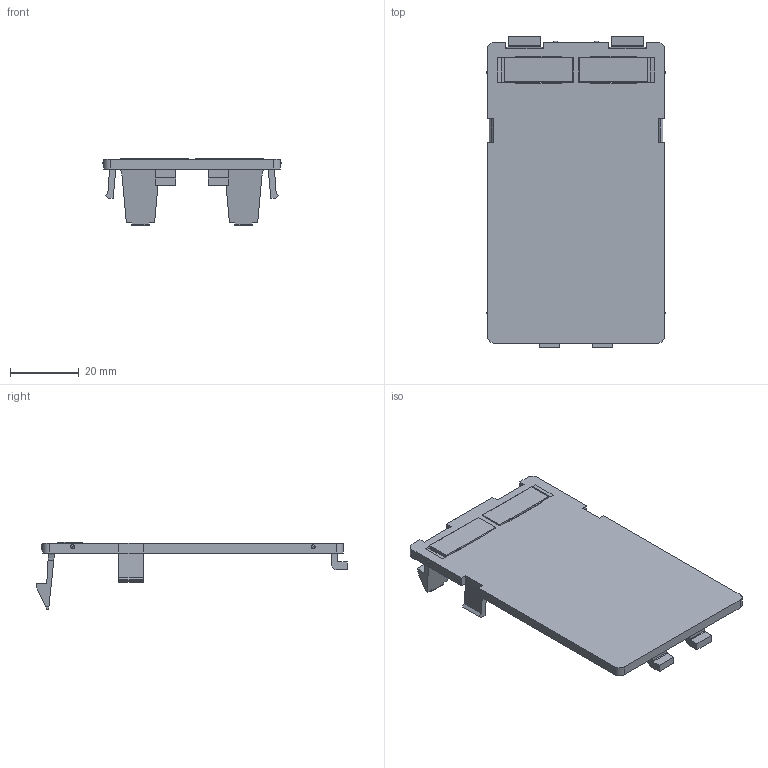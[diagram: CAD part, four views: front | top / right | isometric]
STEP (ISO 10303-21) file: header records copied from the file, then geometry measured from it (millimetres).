
FILE_DESCRIPTION(('CATIA V5 STEP Exchange','CAx-IF Rec.Pracs.--- Model Styling and Organization---1.4--- 2014-01-23'),'2;1');
FILE_NAME ('013604-3_2_1450710000_1450710000.stp','2019-10-09T17:06:44+00:00',('none'),('Weidmueller'),'CATIA Version 5-6 Release 2016 SP3 HF44','CATIA V5 STEP AP214','none');
FILE_SCHEMA(('AUTOMOTIVE_DESIGN { 1 0 10303 214 1 1 1 1 }'));
Length unit declared in the file: millimetre
Products named in the file (1): 1450710000
Bounding box: 51.9 x 90.5 x 19.58 mm (x, y, z)
Volume: 13387.3 mm3; surface area: 11828.7 mm2
Topology: 3 solids, 3 shells, 226 faces, 630 edges, 416 vertices
Faces by surface type: plane 184, cylinder 28, sphere 12, extrusion 2
Entity records: 6682 total; most frequent: CARTESIAN_POINT 1311, ORIENTED_EDGE 1236, DIRECTION 861, EDGE_CURVE 618, VECTOR 511, LINE 509, VERTEX_POINT 416, EDGE_LOOP 244
